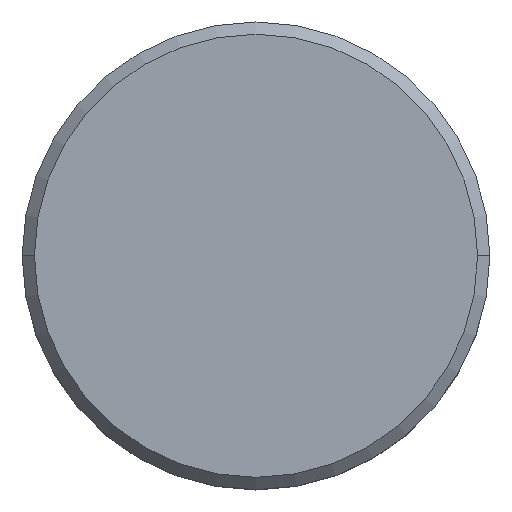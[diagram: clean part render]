
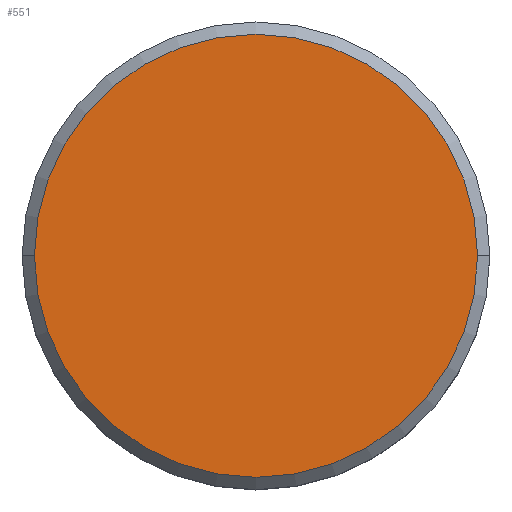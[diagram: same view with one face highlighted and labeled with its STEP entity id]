
A CAD part, top view. The second image highlights one B-rep face of the part: STEP entity #551.
In plain terms, the highlighted planar face has unit normal (0, 0, 1).
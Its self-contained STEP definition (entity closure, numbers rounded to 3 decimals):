
#21 = CIRCLE ( 'NONE', #431, 9. ) ;
#69 = CARTESIAN_POINT ( 'NONE',  ( -9., 0., 0. ) ) ;
#74 = ORIENTED_EDGE ( 'NONE', *, *, #268, .T. ) ;
#92 = AXIS2_PLACEMENT_3D ( 'NONE', #348, #176, #356 ) ;
#97 = EDGE_CURVE ( 'NONE', #329, #326, #273, .T. ) ;
#101 = EDGE_LOOP ( 'NONE', ( #489, #74 ) ) ;
#137 = CARTESIAN_POINT ( 'NONE',  ( 0., 0., 0. ) ) ;
#138 = PLANE ( 'NONE',  #473 ) ;
#176 = DIRECTION ( 'NONE',  ( 0., 0., 1. ) ) ;
#245 = CARTESIAN_POINT ( 'NONE',  ( 9., 0., 0. ) ) ;
#248 = FACE_OUTER_BOUND ( 'NONE', #101, .T. ) ;
#253 = DIRECTION ( 'NONE',  ( 0., 0., 1. ) ) ;
#262 = CARTESIAN_POINT ( 'NONE',  ( 0., 0., 0. ) ) ;
#268 = EDGE_CURVE ( 'NONE', #326, #329, #21, .T. ) ;
#273 = CIRCLE ( 'NONE', #92, 9. ) ;
#326 = VERTEX_POINT ( 'NONE', #245 ) ;
#329 = VERTEX_POINT ( 'NONE', #69 ) ;
#342 = DIRECTION ( 'NONE',  ( 1., 0., 0. ) ) ;
#345 = DIRECTION ( 'NONE',  ( 0., 0., 1. ) ) ;
#348 = CARTESIAN_POINT ( 'NONE',  ( 0., 0., 0. ) ) ;
#356 = DIRECTION ( 'NONE',  ( 1., 0., 0. ) ) ;
#431 = AXIS2_PLACEMENT_3D ( 'NONE', #262, #253, #342 ) ;
#473 = AXIS2_PLACEMENT_3D ( 'NONE', #137, #345, #522 ) ;
#489 = ORIENTED_EDGE ( 'NONE', *, *, #97, .T. ) ;
#522 = DIRECTION ( 'NONE',  ( 1., 0., 0. ) ) ;
#551 = ADVANCED_FACE ( 'NONE', ( #248 ), #138, .T. ) ;
